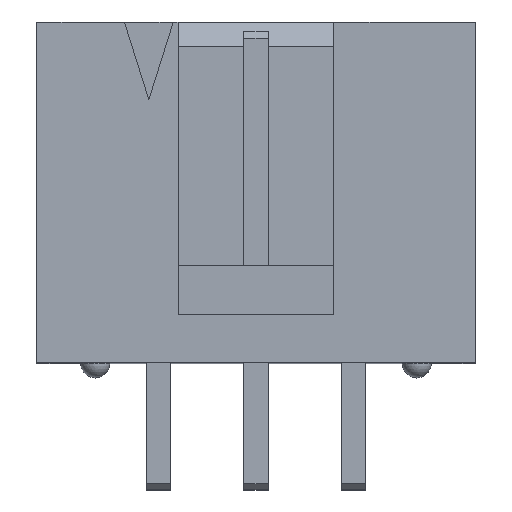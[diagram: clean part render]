
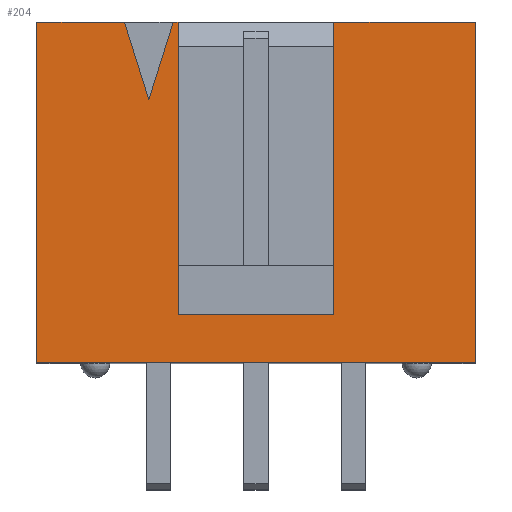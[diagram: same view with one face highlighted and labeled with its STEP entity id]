
A CAD part, top view. The second image highlights one B-rep face of the part: STEP entity #204.
In plain terms, the highlighted planar face has unit normal (0, 0, 1).
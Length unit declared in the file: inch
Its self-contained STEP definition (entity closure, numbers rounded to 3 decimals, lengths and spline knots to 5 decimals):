
#204 = ADVANCED_FACE( '', ( #359 ), #360, .F. );
#359 = FACE_OUTER_BOUND( '', #596, .T. );
#360 = PLANE( '', #597 );
#596 = EDGE_LOOP( '', ( #1065, #1066, #1067, #1068, #1069, #1070, #1071, #1072, #1073, #1074, #1075 ) );
#597 = AXIS2_PLACEMENT_3D( '', #1076, #1077, #1078 );
#1065 = ORIENTED_EDGE( '', *, *, #1868, .F. );
#1066 = ORIENTED_EDGE( '', *, *, #1756, .F. );
#1067 = ORIENTED_EDGE( '', *, *, #1861, .T. );
#1068 = ORIENTED_EDGE( '', *, *, #1869, .T. );
#1069 = ORIENTED_EDGE( '', *, *, #1858, .F. );
#1070 = ORIENTED_EDGE( '', *, *, #1870, .F. );
#1071 = ORIENTED_EDGE( '', *, *, #1865, .T. );
#1072 = ORIENTED_EDGE( '', *, *, #1841, .F. );
#1073 = ORIENTED_EDGE( '', *, *, #1760, .F. );
#1074 = ORIENTED_EDGE( '', *, *, #1839, .F. );
#1075 = ORIENTED_EDGE( '', *, *, #1864, .T. );
#1076 = CARTESIAN_POINT( '', ( 0.225, 0.35, 0.175 ) );
#1077 = DIRECTION( '', ( 0., 0., -1. ) );
#1078 = DIRECTION( '', ( -1., 0., 0. ) );
#1756 = EDGE_CURVE( '', #2088, #2089, #2090, .T. );
#1760 = EDGE_CURVE( '', #2096, #2097, #2098, .T. );
#1839 = EDGE_CURVE( '', #2229, #2096, #2230, .T. );
#1841 = EDGE_CURVE( '', #2097, #2232, #2233, .T. );
#1858 = EDGE_CURVE( '', #2257, #2259, #2260, .T. );
#1861 = EDGE_CURVE( '', #2088, #2263, #2264, .T. );
#1864 = EDGE_CURVE( '', #2229, #2267, #2269, .T. );
#1865 = EDGE_CURVE( '', #2270, #2232, #2271, .T. );
#1868 = EDGE_CURVE( '', #2089, #2267, #2274, .T. );
#1869 = EDGE_CURVE( '', #2263, #2259, #2275, .T. );
#1870 = EDGE_CURVE( '', #2270, #2257, #2276, .T. );
#2088 = VERTEX_POINT( '', #2630 );
#2089 = VERTEX_POINT( '', #2631 );
#2090 = LINE( '', #2632, #2633 );
#2096 = VERTEX_POINT( '', #2642 );
#2097 = VERTEX_POINT( '', #2643 );
#2098 = LINE( '', #2644, #2645 );
#2229 = VERTEX_POINT( '', #2854 );
#2230 = LINE( '', #2855, #2856 );
#2232 = VERTEX_POINT( '', #2859 );
#2233 = LINE( '', #2860, #2861 );
#2257 = VERTEX_POINT( '', #2896 );
#2259 = VERTEX_POINT( '', #2899 );
#2260 = LINE( '', #2900, #2901 );
#2263 = VERTEX_POINT( '', #2906 );
#2264 = LINE( '', #2907, #2908 );
#2267 = VERTEX_POINT( '', #2912 );
#2269 = LINE( '', #2915, #2916 );
#2270 = VERTEX_POINT( '', #2917 );
#2271 = LINE( '', #2918, #2919 );
#2274 = LINE( '', #2924, #2925 );
#2275 = LINE( '', #2926, #2927 );
#2276 = LINE( '', #2928, #2929 );
#2630 = CARTESIAN_POINT( '', ( -0.135, 0.35, 0.175 ) );
#2631 = CARTESIAN_POINT( '', ( -0.11, 0.27, 0.175 ) );
#2632 = CARTESIAN_POINT( '', ( -0.135, 0.35, 0.175 ) );
#2633 = VECTOR( '', #3480, 39.37008 );
#2642 = CARTESIAN_POINT( '', ( -0.08, 0.05, 0.175 ) );
#2643 = CARTESIAN_POINT( '', ( 0.08, 0.05, 0.175 ) );
#2644 = CARTESIAN_POINT( '', ( -0.08, 0.05, 0.175 ) );
#2645 = VECTOR( '', #3484, 39.37008 );
#2854 = CARTESIAN_POINT( '', ( -0.08, 0.35, 0.175 ) );
#2855 = CARTESIAN_POINT( '', ( -0.08, 0.37, 0.175 ) );
#2856 = VECTOR( '', #3563, 39.37008 );
#2859 = CARTESIAN_POINT( '', ( 0.08, 0.35, 0.175 ) );
#2860 = CARTESIAN_POINT( '', ( 0.08, 0.05, 0.175 ) );
#2861 = VECTOR( '', #3565, 39.37008 );
#2896 = CARTESIAN_POINT( '', ( 0.225, 0., 0.175 ) );
#2899 = CARTESIAN_POINT( '', ( -0.225, 0., 0.175 ) );
#2900 = CARTESIAN_POINT( '', ( 0.225, 0., 0.175 ) );
#2901 = VECTOR( '', #3590, 39.37008 );
#2906 = CARTESIAN_POINT( '', ( -0.225, 0.35, 0.175 ) );
#2907 = CARTESIAN_POINT( '', ( 0.225, 0.35, 0.175 ) );
#2908 = VECTOR( '', #3593, 39.37008 );
#2912 = CARTESIAN_POINT( '', ( -0.085, 0.35, 0.175 ) );
#2915 = CARTESIAN_POINT( '', ( 0.225, 0.35, 0.175 ) );
#2916 = VECTOR( '', #3596, 39.37008 );
#2917 = CARTESIAN_POINT( '', ( 0.225, 0.35, 0.175 ) );
#2918 = CARTESIAN_POINT( '', ( 0.225, 0.35, 0.175 ) );
#2919 = VECTOR( '', #3597, 39.37008 );
#2924 = CARTESIAN_POINT( '', ( -0.11, 0.27, 0.175 ) );
#2925 = VECTOR( '', #3600, 39.37008 );
#2926 = CARTESIAN_POINT( '', ( -0.225, 0.35, 0.175 ) );
#2927 = VECTOR( '', #3601, 39.37008 );
#2928 = CARTESIAN_POINT( '', ( 0.225, 0.35, 0.175 ) );
#2929 = VECTOR( '', #3602, 39.37008 );
#3480 = DIRECTION( '', ( 0.298, -0.954, 0. ) );
#3484 = DIRECTION( '', ( 1., 0., 0. ) );
#3563 = DIRECTION( '', ( 0., -1., 0. ) );
#3565 = DIRECTION( '', ( 0., 1., 0. ) );
#3590 = DIRECTION( '', ( -1., 0., 0. ) );
#3593 = DIRECTION( '', ( -1., 0., 0. ) );
#3596 = DIRECTION( '', ( -1., 0., 0. ) );
#3597 = DIRECTION( '', ( -1., 0., 0. ) );
#3600 = DIRECTION( '', ( 0.298, 0.954, 0. ) );
#3601 = DIRECTION( '', ( 0., -1., 0. ) );
#3602 = DIRECTION( '', ( 0., -1., 0. ) );
